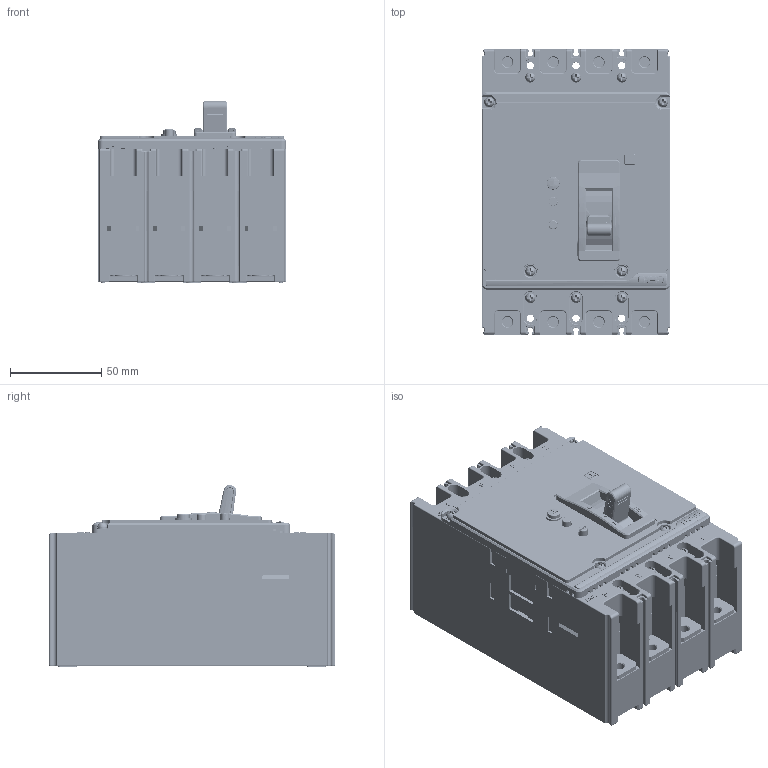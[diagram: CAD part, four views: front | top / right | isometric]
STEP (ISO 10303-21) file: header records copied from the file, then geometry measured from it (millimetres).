
FILE_DESCRIPTION((''),'2;1');
FILE_NAME('NXMLE-125H_4P_ASM','2019-10-28T',('sxqing'),(''),'CREO PARAMETRIC BY PTC INC, 2018070','CREO PARAMETRIC BY PTC INC, 2018070','');
FILE_SCHEMA(('CONFIG_CONTROL_DESIGN'));
Products named in the file (39): 8ZTD-024-831_3; AM3X8_GB809-1_2_1; 5ZTD-024-831_ASM_2_ASM; 8ZTD5851376_2_1; JINGCHUTOUZHAOKE2_2; 125HJINGLIANJIEBAN_AF0_ASM_2_ASM; 8ZTD5851376_2; 125HJINGLIANJIEBAN_ASM_2_ASM; 8ZTD5851382_2_1; 8ZTD7422015_2_1; 8ZTD7422017_2_1; 8ZTD-150-009_2_1; 8ZTD315482_4; AM3X6_GB809-1_2_1; 5ZTD315482_ASM_2_ASM; 8ZTD310471_4; 5ZTD-864-003_2; 8ZTD-253-636_2_1; M3X12_GB823__2_1; D3_GB9074_26__2_1; D3_GB9074_24__2_1; M3X8_ASM_2_1_ASM; M3X25_GB823__2_1; D3_GB9074_26__2; D3_GB9074_24__2; M3X25_ASM_2_1_ASM; 8-253-674_2_1; NXM-125-SHOUBIN_3; GAI-125LES4P_ASM_4_ASM; M6X16-ZUHE_ASM_2_1_ASM; 8ZTD7422049_2; M2-5X8_GB823__2_1; M2-5X8_ASM_2_1_ASM; 8ZTD743023_2_1; 8ZTD7422020_2_1; 8-253-709_2_1; ANNIU_2_1; NXMLE-125H4P_ASM_6_ASM; NXMLE-125H_4P_ASM
Assembly tree (101 placements, depth 5):
  NXMLE-125H_4P_ASM
    NXMLE-125H4P_ASM_6_ASM
      5ZTD-024-831_ASM_2_ASM
        8ZTD-024-831_3
        AM3X8_GB809-1_2_1  x6
      125HJINGLIANJIEBAN_AF0_ASM_2_ASM
        8ZTD5851376_2_1
        JINGCHUTOUZHAOKE2_2
      125HJINGLIANJIEBAN_ASM_2_ASM  x3
        8ZTD5851376_2
        JINGCHUTOUZHAOKE2_2
      8ZTD5851382_2_1  x4
      8ZTD7422015_2_1  x4
      8ZTD7422017_2_1  x4
      8ZTD-150-009_2_1  x2
      GAI-125LES4P_ASM_4_ASM
        5ZTD315482_ASM_2_ASM
          8ZTD315482_4
          AM3X6_GB809-1_2_1  x4
        8ZTD310471_4
        5ZTD-864-003_2
        8ZTD-253-636_2_1
        M3X8_ASM_2_1_ASM  x4
          M3X12_GB823__2_1
          D3_GB9074_26__2_1
          D3_GB9074_24__2_1
        M3X25_ASM_2_1_ASM  x6
          M3X25_GB823__2_1
          D3_GB9074_26__2
          D3_GB9074_24__2
        8-253-674_2_1
        NXM-125-SHOUBIN_3
      M6X16-ZUHE_ASM_2_1_ASM  x8
      8ZTD7422049_2
      M2-5X8_ASM_2_1_ASM  x16
        M2-5X8_GB823__2_1
        D3_GB9074_26__2
        D3_GB9074_24__2
      8ZTD743023_2_1  x8
      8ZTD7422020_2_1  x4
      8-253-709_2_1
      ANNIU_2_1
Bounding box: 103 x 156 x 99.51 mm (x, y, z)
Surface area: 302268.2 mm2
Topology: 132 solids, 132 shells, 7623 faces, 21295 edges, 14086 vertices
Faces by surface type: plane 4463, cylinder 2044, torus 281, cone 254, extrusion 232, bspline 190, sphere 159
Entity records: 188393 total; most frequent: CARTESIAN_POINT 38486, ORIENTED_EDGE 27504, DIRECTION 26029, EDGE_CURVE 13752, VERTEX_POINT 9063, VECTOR 8997, LINE 8765, AXIS2_PLACEMENT_3D 8516
